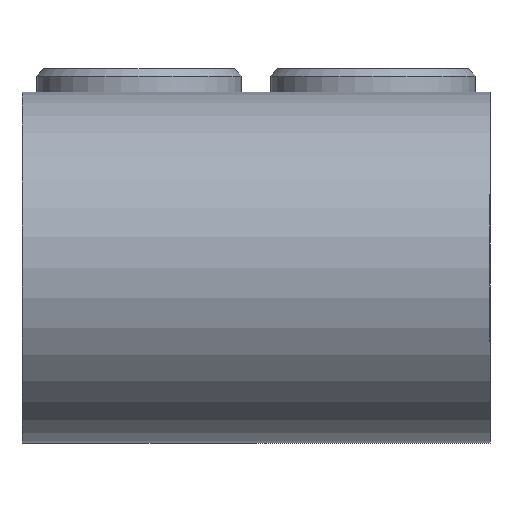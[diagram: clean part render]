
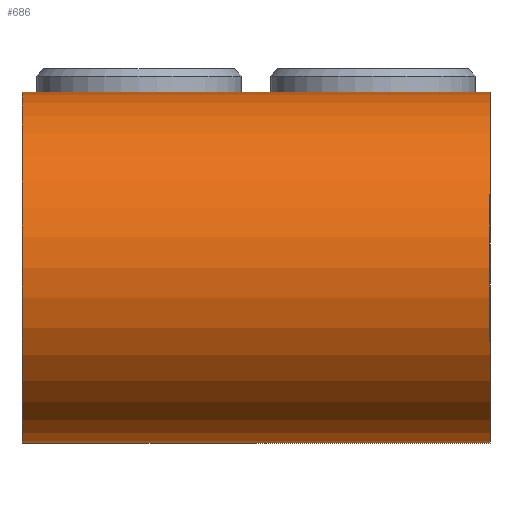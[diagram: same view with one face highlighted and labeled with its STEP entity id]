
A CAD part, left-side view. The second image highlights one B-rep face of the part: STEP entity #686.
In plain terms, the highlighted cylindrical face has radius 6 mm (diameter 12 mm), a partial arc.
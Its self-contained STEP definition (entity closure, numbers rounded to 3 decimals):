
#113 = DIRECTION ( 'NONE',  ( 0., 1., 0. ) ) ;
#191 = CARTESIAN_POINT ( 'NONE',  ( 0., 8., 0. ) ) ;
#686 = ADVANCED_FACE ( 'NONE', ( #11648 ), #13635, .T. ) ;
#691 = CARTESIAN_POINT ( 'NONE',  ( 0., 16., 0. ) ) ;
#1332 = VERTEX_POINT ( 'NONE', #11121 ) ;
#1423 = VECTOR ( 'NONE', #10145, 1000. ) ;
#1466 = CARTESIAN_POINT ( 'NONE',  ( 0., 16., -6. ) ) ;
#1867 = CARTESIAN_POINT ( 'NONE',  ( 0., 8., 6. ) ) ;
#1925 = EDGE_CURVE ( 'NONE', #7526, #3868, #9004, .T. ) ;
#2460 = VECTOR ( 'NONE', #10989, 1000. ) ;
#2472 = CIRCLE ( 'NONE', #5354, 6. ) ;
#2506 = EDGE_CURVE ( 'NONE', #7526, #1332, #4394, .T. ) ;
#2694 = AXIS2_PLACEMENT_3D ( 'NONE', #191, #5655, #6943 ) ;
#2753 = DIRECTION ( 'NONE',  ( 0., 0., 1. ) ) ;
#2761 = EDGE_CURVE ( 'NONE', #1332, #8161, #2472, .T. ) ;
#3868 = VERTEX_POINT ( 'NONE', #10679 ) ;
#3881 = DIRECTION ( 'NONE',  ( 0., 1., 0. ) ) ;
#3988 = EDGE_CURVE ( 'NONE', #3868, #8161, #4016, .T. ) ;
#4016 = LINE ( 'NONE', #1867, #2460 ) ;
#4394 = LINE ( 'NONE', #5467, #1423 ) ;
#4611 = CARTESIAN_POINT ( 'NONE',  ( 0., 0., 0. ) ) ;
#4779 = ORIENTED_EDGE ( 'NONE', *, *, #2506, .T. ) ;
#5354 = AXIS2_PLACEMENT_3D ( 'NONE', #4611, #113, #5873 ) ;
#5467 = CARTESIAN_POINT ( 'NONE',  ( 0., 8., -6. ) ) ;
#5501 = EDGE_LOOP ( 'NONE', ( #13100, #14475, #4779, #11196 ) ) ;
#5655 = DIRECTION ( 'NONE',  ( 0., -1., 0. ) ) ;
#5873 = DIRECTION ( 'NONE',  ( 0., 0., 1. ) ) ;
#6943 = DIRECTION ( 'NONE',  ( 0., 0., -1. ) ) ;
#7526 = VERTEX_POINT ( 'NONE', #1466 ) ;
#7817 = AXIS2_PLACEMENT_3D ( 'NONE', #691, #3881, #2753 ) ;
#8161 = VERTEX_POINT ( 'NONE', #14173 ) ;
#9004 = CIRCLE ( 'NONE', #7817, 6. ) ;
#10145 = DIRECTION ( 'NONE',  ( 0., -1., 0. ) ) ;
#10679 = CARTESIAN_POINT ( 'NONE',  ( 0., 16., 6. ) ) ;
#10989 = DIRECTION ( 'NONE',  ( 0., -1., 0. ) ) ;
#11121 = CARTESIAN_POINT ( 'NONE',  ( 0., 0., -6. ) ) ;
#11196 = ORIENTED_EDGE ( 'NONE', *, *, #2761, .T. ) ;
#11648 = FACE_OUTER_BOUND ( 'NONE', #5501, .T. ) ;
#13100 = ORIENTED_EDGE ( 'NONE', *, *, #3988, .F. ) ;
#13635 = CYLINDRICAL_SURFACE ( 'NONE', #2694, 6. ) ;
#14173 = CARTESIAN_POINT ( 'NONE',  ( 0., 0., 6. ) ) ;
#14475 = ORIENTED_EDGE ( 'NONE', *, *, #1925, .F. ) ;
